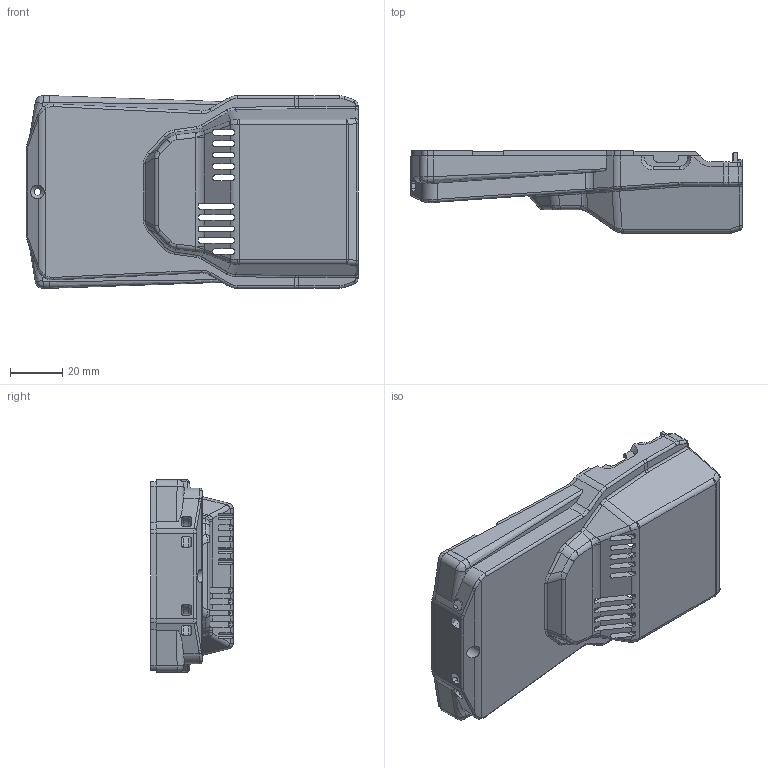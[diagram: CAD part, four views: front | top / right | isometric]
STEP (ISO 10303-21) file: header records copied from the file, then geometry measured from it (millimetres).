
FILE_DESCRIPTION(/* description */ (''),/* implementation_level */ '2;1');
FILE_NAME(/* name */ 'uCrit Air-kawaii mecha case-DVS-bottom-v24.step',/* time_stamp */ '2025-06-09T14:56:16-06:00',/* author */ (''),/* organization */ (''),/* preprocessor_version */ 'ST-DEVELOPER v20.1',/* originating_system */ 'Autodesk Translation Framework v14.10.0.0',/* authorisation */ '');
FILE_SCHEMA (('AUTOMOTIVE_DESIGN { 1 0 10303 214 3 1 1 }'));
Length unit declared in the file: millimetre
Products named in the file (1): uCrit Air-kawaii mecha case-DVS-bottom
Bounding box: 127.5 x 31.6 x 74 mm (x, y, z)
Volume: 26457.4 mm3; surface area: 45986.4 mm2
Topology: 1 solids, 1 shells, 830 faces, 2359 edges, 1511 vertices
Faces by surface type: plane 459, cylinder 233, bspline 105, torus 18, cone 11, sphere 4
Full cylindrical faces by diameter (mm): 2.5 x1, 5.2 x2
Entity records: 30940 total; most frequent: CARTESIAN_POINT 9747, ORIENTED_EDGE 4710, DIRECTION 4092, EDGE_CURVE 2355, LINE 1520, VECTOR 1520, VERTEX_POINT 1511, AXIS2_PLACEMENT_3D 1286
